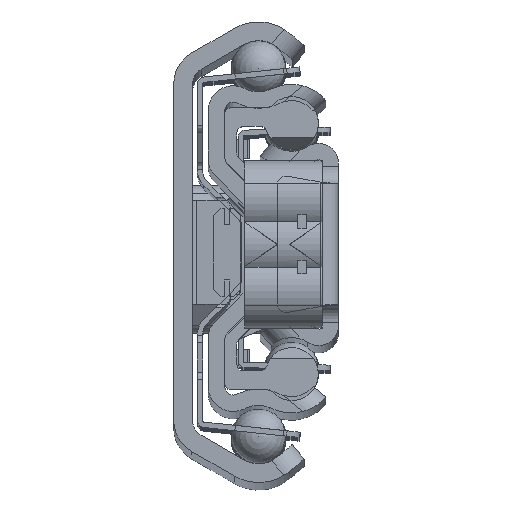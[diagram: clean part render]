
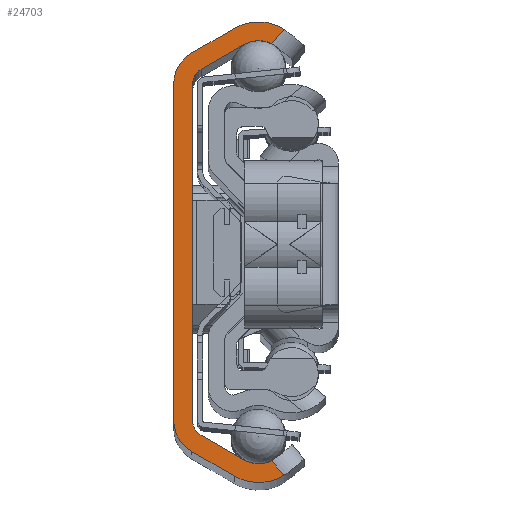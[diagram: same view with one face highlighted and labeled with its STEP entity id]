
A CAD part, top view. The second image highlights one B-rep face of the part: STEP entity #24703.
In plain terms, the highlighted face is planar.
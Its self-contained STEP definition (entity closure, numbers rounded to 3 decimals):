
#1483=CIRCLE('',#26378,3.43);
#1487=CIRCLE('',#26386,5.59);
#1491=CIRCLE('',#26393,3.43);
#1495=CIRCLE('',#26400,5.59);
#1496=CIRCLE('',#26402,4.16);
#1497=CIRCLE('',#26406,2.);
#1498=CIRCLE('',#26408,2.);
#1499=CIRCLE('',#26413,4.16);
#2655=FACE_OUTER_BOUND('',#3945,.T.);
#3945=EDGE_LOOP('',(#16986,#16987,#16988,#16989,#16990,#16991,#16992,#16993,
#16994,#16995,#16996,#16997,#16998,#16999,#17000,#17001));
#5428=LINE('',#36293,#7811);
#5515=LINE('',#36571,#7898);
#5561=LINE('',#36737,#7944);
#5569=LINE('',#36786,#7952);
#5583=LINE('',#36855,#7966);
#5585=LINE('',#36859,#7968);
#5587=LINE('',#36867,#7970);
#5589=LINE('',#36872,#7972);
#7811=VECTOR('',#28804,10.);
#7898=VECTOR('',#29041,10.);
#7944=VECTOR('',#29211,10.);
#7952=VECTOR('',#29239,10.);
#7966=VECTOR('',#29297,10.);
#7968=VECTOR('',#29301,10.);
#7970=VECTOR('',#29313,10.);
#7972=VECTOR('',#29319,10.);
#10196=VERTEX_POINT('',#36290);
#10197=VERTEX_POINT('',#36292);
#10284=VERTEX_POINT('',#36568);
#10285=VERTEX_POINT('',#36570);
#10338=VERTEX_POINT('',#36731);
#10339=VERTEX_POINT('',#36736);
#10346=VERTEX_POINT('',#36761);
#10351=VERTEX_POINT('',#36778);
#10352=VERTEX_POINT('',#36785);
#10356=VERTEX_POINT('',#36802);
#10362=VERTEX_POINT('',#36828);
#10366=VERTEX_POINT('',#36847);
#10367=VERTEX_POINT('',#36851);
#10368=VERTEX_POINT('',#36857);
#10369=VERTEX_POINT('',#36863);
#10370=VERTEX_POINT('',#36870);
#12704=EDGE_CURVE('',#10196,#10197,#5428,.T.);
#12831=EDGE_CURVE('',#10284,#10285,#5515,.T.);
#12912=EDGE_CURVE('',#10338,#10339,#5561,.T.);
#12922=EDGE_CURVE('',#10339,#10346,#1483,.T.);
#12929=EDGE_CURVE('',#10351,#10352,#5569,.T.);
#12936=EDGE_CURVE('',#10352,#10356,#1487,.T.);
#12946=EDGE_CURVE('',#10362,#10351,#1491,.T.);
#12955=EDGE_CURVE('',#10366,#10338,#1495,.T.);
#12957=EDGE_CURVE('',#10367,#10196,#1496,.T.);
#12958=EDGE_CURVE('',#10356,#10367,#5583,.T.);
#12960=EDGE_CURVE('',#10368,#10362,#5585,.T.);
#12961=EDGE_CURVE('',#10285,#10368,#1497,.T.);
#12963=EDGE_CURVE('',#10369,#10284,#1498,.T.);
#12964=EDGE_CURVE('',#10346,#10369,#5587,.T.);
#12966=EDGE_CURVE('',#10370,#10366,#5589,.T.);
#12967=EDGE_CURVE('',#10197,#10370,#1499,.T.);
#16986=ORIENTED_EDGE('',*,*,#12912,.F.);
#16987=ORIENTED_EDGE('',*,*,#12955,.F.);
#16988=ORIENTED_EDGE('',*,*,#12966,.F.);
#16989=ORIENTED_EDGE('',*,*,#12967,.F.);
#16990=ORIENTED_EDGE('',*,*,#12704,.F.);
#16991=ORIENTED_EDGE('',*,*,#12957,.F.);
#16992=ORIENTED_EDGE('',*,*,#12958,.F.);
#16993=ORIENTED_EDGE('',*,*,#12936,.F.);
#16994=ORIENTED_EDGE('',*,*,#12929,.F.);
#16995=ORIENTED_EDGE('',*,*,#12946,.F.);
#16996=ORIENTED_EDGE('',*,*,#12960,.F.);
#16997=ORIENTED_EDGE('',*,*,#12961,.F.);
#16998=ORIENTED_EDGE('',*,*,#12831,.F.);
#16999=ORIENTED_EDGE('',*,*,#12963,.F.);
#17000=ORIENTED_EDGE('',*,*,#12964,.F.);
#17001=ORIENTED_EDGE('',*,*,#12922,.F.);
#24011=PLANE('',#26414);
#24703=ADVANCED_FACE('',(#2655),#24011,.F.);
#26378=AXIS2_PLACEMENT_3D('',#36762,#29229,#29230);
#26386=AXIS2_PLACEMENT_3D('',#36803,#29252,#29253);
#26393=AXIS2_PLACEMENT_3D('',#36830,#29270,#29271);
#26400=AXIS2_PLACEMENT_3D('',#36849,#29288,#29289);
#26402=AXIS2_PLACEMENT_3D('',#36853,#29293,#29294);
#26406=AXIS2_PLACEMENT_3D('',#36861,#29304,#29305);
#26408=AXIS2_PLACEMENT_3D('',#36865,#29309,#29310);
#26413=AXIS2_PLACEMENT_3D('',#36874,#29322,#29323);
#26414=AXIS2_PLACEMENT_3D('',#36875,#29324,#29325);
#28804=DIRECTION('',(0.,-1.,0.));
#29041=DIRECTION('',(0.,1.,0.));
#29211=DIRECTION('',(-0.643,0.766,0.));
#29229=DIRECTION('center_axis',(0.,0.,-1.));
#29230=DIRECTION('ref_axis',(0.5,0.866,0.));
#29239=DIRECTION('',(0.643,0.766,0.));
#29252=DIRECTION('center_axis',(0.,0.,1.));
#29253=DIRECTION('ref_axis',(0.643,0.766,0.));
#29270=DIRECTION('center_axis',(0.,0.,-1.));
#29271=DIRECTION('ref_axis',(-0.643,-0.766,0.));
#29288=DIRECTION('center_axis',(0.,0.,1.));
#29289=DIRECTION('ref_axis',(-0.5,-0.866,0.));
#29293=DIRECTION('center_axis',(0.,0.,1.));
#29294=DIRECTION('ref_axis',(-0.5,0.866,0.));
#29297=DIRECTION('',(-0.866,-0.5,0.));
#29301=DIRECTION('',(0.866,0.5,0.));
#29304=DIRECTION('center_axis',(0.,0.,-1.));
#29305=DIRECTION('ref_axis',(0.5,-0.866,0.));
#29309=DIRECTION('center_axis',(0.,0.,-1.));
#29310=DIRECTION('ref_axis',(1.,0.,0.));
#29313=DIRECTION('',(-0.866,0.5,0.));
#29319=DIRECTION('',(0.866,-0.5,0.));
#29322=DIRECTION('center_axis',(0.,0.,1.));
#29323=DIRECTION('ref_axis',(-1.,0.,0.));
#29324=DIRECTION('center_axis',(0.,0.,1.));
#29325=DIRECTION('ref_axis',(1.,0.,0.));
#36290=CARTESIAN_POINT('',(-9.78,19.352,0.));
#36292=CARTESIAN_POINT('',(-9.78,-19.352,0.));
#36293=CARTESIAN_POINT('',(-9.78,19.352,0.));
#36568=CARTESIAN_POINT('',(-7.62,-19.352,0.));
#36570=CARTESIAN_POINT('',(-7.62,19.352,0.));
#36571=CARTESIAN_POINT('',(-7.62,-19.352,0.));
#36731=CARTESIAN_POINT('',(2.923,-25.71,0.));
#36736=CARTESIAN_POINT('',(1.509,-24.025,0.));
#36737=CARTESIAN_POINT('',(-1.957,-19.895,0.));
#36761=CARTESIAN_POINT('',(-1.715,-23.915,0.));
#36762=CARTESIAN_POINT('Origin',(0.,-20.945,0.));
#36778=CARTESIAN_POINT('',(1.509,24.025,0.));
#36785=CARTESIAN_POINT('',(2.923,25.71,0.));
#36786=CARTESIAN_POINT('',(-9.069,11.42,0.));
#36802=CARTESIAN_POINT('',(-2.795,25.786,0.));
#36803=CARTESIAN_POINT('Origin',(0.,20.945,0.));
#36828=CARTESIAN_POINT('',(-1.715,23.915,0.));
#36830=CARTESIAN_POINT('Origin',(0.,20.945,0.));
#36847=CARTESIAN_POINT('',(-2.795,-25.786,0.));
#36849=CARTESIAN_POINT('Origin',(0.,-20.945,0.));
#36851=CARTESIAN_POINT('',(-7.7,22.954,0.));
#36853=CARTESIAN_POINT('Origin',(-5.62,19.352,0.));
#36855=CARTESIAN_POINT('',(-2.795,25.786,0.));
#36857=CARTESIAN_POINT('',(-6.62,21.084,0.));
#36859=CARTESIAN_POINT('',(-6.62,21.084,0.));
#36861=CARTESIAN_POINT('Origin',(-5.62,19.352,0.));
#36863=CARTESIAN_POINT('',(-6.62,-21.084,0.));
#36865=CARTESIAN_POINT('Origin',(-5.62,-19.352,0.));
#36867=CARTESIAN_POINT('',(-1.715,-23.915,0.));
#36870=CARTESIAN_POINT('',(-7.7,-22.954,0.));
#36872=CARTESIAN_POINT('',(-7.7,-22.954,0.));
#36874=CARTESIAN_POINT('Origin',(-5.62,-19.352,0.));
#36875=CARTESIAN_POINT('Origin',(-5.685,-15.852,0.));
